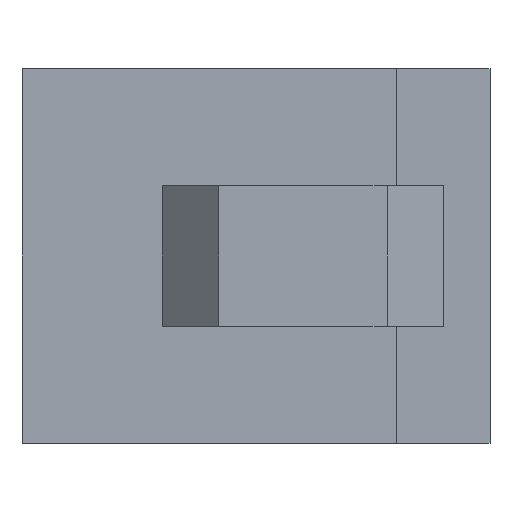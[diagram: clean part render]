
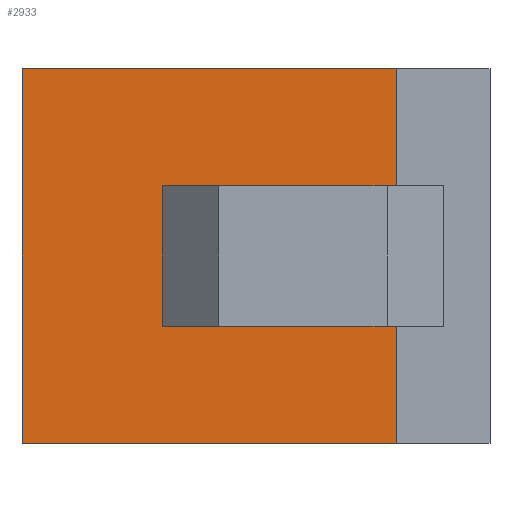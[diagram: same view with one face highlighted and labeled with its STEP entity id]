
A CAD part, front view. The second image highlights one B-rep face of the part: STEP entity #2933.
In plain terms, the highlighted planar face has unit normal (0, -1, 0).
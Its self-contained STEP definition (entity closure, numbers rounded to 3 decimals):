
#161=CIRCLE('',#3179,3.95);
#167=CIRCLE('',#3190,3.95);
#674=ORIENTED_EDGE('',*,*,#1351,.T.);
#675=ORIENTED_EDGE('',*,*,#1319,.T.);
#676=ORIENTED_EDGE('',*,*,#1323,.T.);
#677=ORIENTED_EDGE('',*,*,#1331,.T.);
#678=ORIENTED_EDGE('',*,*,#1340,.T.);
#679=ORIENTED_EDGE('',*,*,#1344,.T.);
#680=ORIENTED_EDGE('',*,*,#1359,.T.);
#681=ORIENTED_EDGE('',*,*,#1360,.F.);
#682=ORIENTED_EDGE('',*,*,#1361,.F.);
#683=ORIENTED_EDGE('',*,*,#1357,.T.);
#1319=EDGE_CURVE('',#1673,#1681,#161,.T.);
#1323=EDGE_CURVE('',#1681,#1685,#1976,.T.);
#1331=EDGE_CURVE('',#1685,#1691,#1982,.T.);
#1340=EDGE_CURVE('',#1691,#1699,#167,.T.);
#1344=EDGE_CURVE('',#1699,#1703,#1987,.T.);
#1351=EDGE_CURVE('',#1703,#1673,#1992,.T.);
#1357=EDGE_CURVE('',#1713,#1712,#1996,.T.);
#1359=EDGE_CURVE('',#1712,#1714,#1998,.T.);
#1360=EDGE_CURVE('',#1715,#1714,#1999,.T.);
#1361=EDGE_CURVE('',#1713,#1715,#2000,.T.);
#1673=VERTEX_POINT('',#4714);
#1681=VERTEX_POINT('',#4736);
#1685=VERTEX_POINT('',#4745);
#1691=VERTEX_POINT('',#4760);
#1699=VERTEX_POINT('',#4784);
#1703=VERTEX_POINT('',#4793);
#1712=VERTEX_POINT('',#4818);
#1713=VERTEX_POINT('',#4820);
#1714=VERTEX_POINT('',#4824);
#1715=VERTEX_POINT('',#4826);
#1976=LINE('',#4746,#2289);
#1982=LINE('',#4761,#2295);
#1987=LINE('',#4794,#2300);
#1992=LINE('',#4806,#2305);
#1996=LINE('',#4819,#2309);
#1998=LINE('',#4823,#2311);
#1999=LINE('',#4825,#2312);
#2000=LINE('',#4827,#2313);
#2289=VECTOR('',#3776,1000.);
#2295=VECTOR('',#3788,1000.);
#2300=VECTOR('',#3809,1000.);
#2305=VECTOR('',#3820,1000.);
#2309=VECTOR('',#3832,1000.);
#2311=VECTOR('',#3836,1000.);
#2312=VECTOR('',#3837,1000.);
#2313=VECTOR('',#3838,1000.);
#2502=EDGE_LOOP('',(#674,#675,#676,#677,#678,#679));
#2503=EDGE_LOOP('',(#680,#681,#682,#683));
#2672=FACE_BOUND('',#2502,.T.);
#2673=FACE_BOUND('',#2503,.T.);
#2807=PLANE('',#3199);
#2933=ADVANCED_FACE('',(#2672,#2673),#2807,.F.);
#3179=AXIS2_PLACEMENT_3D('',#4737,#3769,#3770);
#3190=AXIS2_PLACEMENT_3D('',#4785,#3802,#3803);
#3199=AXIS2_PLACEMENT_3D('',#4822,#3834,#3835);
#3769=DIRECTION('',(0.,1.,0.));
#3770=DIRECTION('',(1.,0.,0.));
#3776=DIRECTION('',(0.,0.,1.));
#3788=DIRECTION('',(1.,0.,0.));
#3802=DIRECTION('',(0.,1.,0.));
#3803=DIRECTION('',(1.,0.,0.));
#3809=DIRECTION('',(0.,0.,-1.));
#3820=DIRECTION('',(-1.,0.,0.));
#3832=DIRECTION('',(-1.,0.,0.));
#3834=DIRECTION('',(0.,1.,0.));
#3835=DIRECTION('',(0.,0.,1.));
#3836=DIRECTION('',(0.,0.,-1.));
#3837=DIRECTION('',(-1.,0.,0.));
#3838=DIRECTION('',(0.,0.,-1.));
#4714=CARTESIAN_POINT('',(-0.05,0.,-3.5));
#4736=CARTESIAN_POINT('',(-4.,0.,0.45));
#4737=CARTESIAN_POINT('',(-0.05,0.,0.45));
#4745=CARTESIAN_POINT('',(-4.,0.,3.5));
#4746=CARTESIAN_POINT('',(-4.,0.,0.45));
#4760=CARTESIAN_POINT('',(0.05,0.,3.5));
#4761=CARTESIAN_POINT('',(-4.,0.,3.5));
#4784=CARTESIAN_POINT('',(4.,0.,-0.45));
#4785=CARTESIAN_POINT('',(0.05,0.,-0.45));
#4793=CARTESIAN_POINT('',(4.,0.,-3.5));
#4794=CARTESIAN_POINT('',(4.,0.,-0.45));
#4806=CARTESIAN_POINT('',(4.,0.,-3.5));
#4818=CARTESIAN_POINT('',(-15.,0.,10.));
#4819=CARTESIAN_POINT('',(5.,0.,10.));
#4820=CARTESIAN_POINT('',(5.,0.,10.));
#4822=CARTESIAN_POINT('',(5.,0.,10.));
#4823=CARTESIAN_POINT('',(-15.,0.,10.));
#4824=CARTESIAN_POINT('',(-15.,0.,-10.));
#4825=CARTESIAN_POINT('',(5.,0.,-10.));
#4826=CARTESIAN_POINT('',(5.,0.,-10.));
#4827=CARTESIAN_POINT('',(5.,0.,10.));
